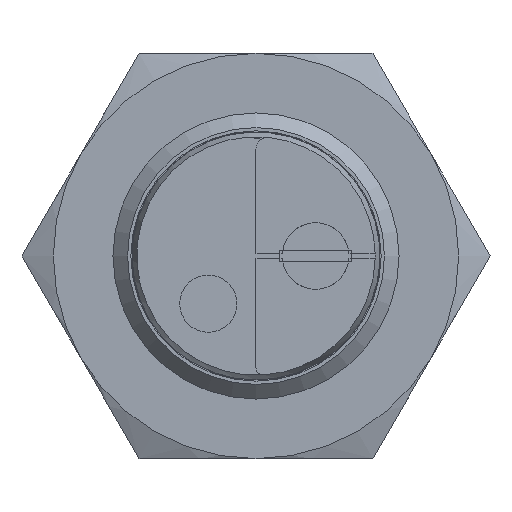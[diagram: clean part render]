
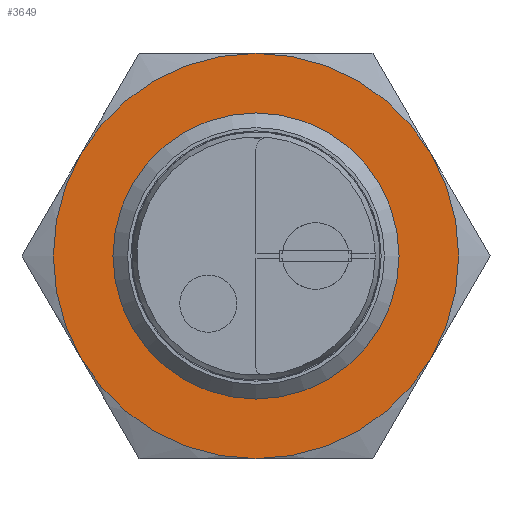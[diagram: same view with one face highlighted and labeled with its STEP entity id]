
A CAD part, left-side view. The second image highlights one B-rep face of the part: STEP entity #3649.
In plain terms, the highlighted face is planar.
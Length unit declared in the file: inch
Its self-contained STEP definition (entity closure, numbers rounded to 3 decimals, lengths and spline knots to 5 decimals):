
#95 = CARTESIAN_POINT ( 'NONE',  ( 0., 1.32283, 0. ) ) ;
#98 = ORIENTED_EDGE ( 'NONE', *, *, #2053, .F. ) ;
#106 = ORIENTED_EDGE ( 'NONE', *, *, #2292, .F. ) ;
#128 = CARTESIAN_POINT ( 'NONE',  ( 0.28981, 1.32283, -0.16732 ) ) ;
#184 = DIRECTION ( 'NONE',  ( 0., 0., 1. ) ) ;
#228 = VERTEX_POINT ( 'NONE', #2051 ) ;
#264 = EDGE_CURVE ( 'NONE', #3458, #3560, #1018, .T. ) ;
#344 = FACE_BOUND ( 'NONE', #1374, .T. ) ;
#376 = FACE_OUTER_BOUND ( 'NONE', #2256, .T. ) ;
#385 = AXIS2_PLACEMENT_3D ( 'NONE', #1049, #3419, #1943 ) ;
#421 = DIRECTION ( 'NONE',  ( 0., 1., 0. ) ) ;
#576 = AXIS2_PLACEMENT_3D ( 'NONE', #3087, #421, #2781 ) ;
#977 = CARTESIAN_POINT ( 'NONE',  ( 0., 1.32283, 0.33465 ) ) ;
#1007 = DIRECTION ( 'NONE',  ( 0., 1., 0. ) ) ;
#1010 = ORIENTED_EDGE ( 'NONE', *, *, #264, .F. ) ;
#1018 = CIRCLE ( 'NONE', #2077, 0.33465 ) ;
#1049 = CARTESIAN_POINT ( 'NONE',  ( 0., 1.32283, 0. ) ) ;
#1069 = AXIS2_PLACEMENT_3D ( 'NONE', #3328, #2741, #1233 ) ;
#1129 = CIRCLE ( 'NONE', #2115, 0.33465 ) ;
#1233 = DIRECTION ( 'NONE',  ( 0., 0., 1. ) ) ;
#1374 = EDGE_LOOP ( 'NONE', ( #2463 ) ) ;
#1402 = EDGE_CURVE ( 'NONE', #228, #1711, #1129, .T. ) ;
#1422 = VERTEX_POINT ( 'NONE', #1462 ) ;
#1424 = DIRECTION ( 'NONE',  ( 0., 1., 0. ) ) ;
#1462 = CARTESIAN_POINT ( 'NONE',  ( 0., 1.32283, -0.23622 ) ) ;
#1488 = ORIENTED_EDGE ( 'NONE', *, *, #2826, .F. ) ;
#1561 = DIRECTION ( 'NONE',  ( 0., 0., 1. ) ) ;
#1648 = CARTESIAN_POINT ( 'NONE',  ( 0., 1.32283, 0. ) ) ;
#1711 = VERTEX_POINT ( 'NONE', #128 ) ;
#1799 = CARTESIAN_POINT ( 'NONE',  ( -0.28981, 1.32283, -0.16732 ) ) ;
#1943 = DIRECTION ( 'NONE',  ( 0., 0., 1. ) ) ;
#2051 = CARTESIAN_POINT ( 'NONE',  ( 0.28981, 1.32283, 0.16732 ) ) ;
#2053 = EDGE_CURVE ( 'NONE', #3560, #2549, #3067, .T. ) ;
#2077 = AXIS2_PLACEMENT_3D ( 'NONE', #1648, #2602, #184 ) ;
#2115 = AXIS2_PLACEMENT_3D ( 'NONE', #3714, #3438, #2853 ) ;
#2133 = ORIENTED_EDGE ( 'NONE', *, *, #3765, .F. ) ;
#2142 = PLANE ( 'NONE',  #1069 ) ;
#2146 = CIRCLE ( 'NONE', #3325, 0.23622 ) ;
#2150 = EDGE_CURVE ( 'NONE', #1422, #1422, #2146, .T. ) ;
#2190 = ORIENTED_EDGE ( 'NONE', *, *, #1402, .F. ) ;
#2256 = EDGE_LOOP ( 'NONE', ( #2190, #106, #98, #1010, #2133, #1488 ) ) ;
#2277 = AXIS2_PLACEMENT_3D ( 'NONE', #95, #1007, #1561 ) ;
#2292 = EDGE_CURVE ( 'NONE', #2549, #228, #2587, .T. ) ;
#2303 = DIRECTION ( 'NONE',  ( 0., 0., 1. ) ) ;
#2363 = DIRECTION ( 'NONE',  ( 0., 0., -1. ) ) ;
#2382 = CARTESIAN_POINT ( 'NONE',  ( -0.28981, 1.32283, 0.16732 ) ) ;
#2463 = ORIENTED_EDGE ( 'NONE', *, *, #2150, .F. ) ;
#2549 = VERTEX_POINT ( 'NONE', #977 ) ;
#2587 = CIRCLE ( 'NONE', #2277, 0.33465 ) ;
#2602 = DIRECTION ( 'NONE',  ( 0., 1., 0. ) ) ;
#2741 = DIRECTION ( 'NONE',  ( 0., 1., 0. ) ) ;
#2781 = DIRECTION ( 'NONE',  ( 0., 0., 1. ) ) ;
#2826 = EDGE_CURVE ( 'NONE', #1711, #3809, #3349, .T. ) ;
#2853 = DIRECTION ( 'NONE',  ( 0., 0., 1. ) ) ;
#2874 = AXIS2_PLACEMENT_3D ( 'NONE', #3532, #1424, #2303 ) ;
#2877 = CARTESIAN_POINT ( 'NONE',  ( 0., 1.32283, -0.33465 ) ) ;
#3067 = CIRCLE ( 'NONE', #2874, 0.33465 ) ;
#3087 = CARTESIAN_POINT ( 'NONE',  ( 0., 1.32283, 0. ) ) ;
#3325 = AXIS2_PLACEMENT_3D ( 'NONE', #3740, #3760, #2363 ) ;
#3328 = CARTESIAN_POINT ( 'NONE',  ( 0.33465, 1.32283, 0. ) ) ;
#3349 = CIRCLE ( 'NONE', #576, 0.33465 ) ;
#3419 = DIRECTION ( 'NONE',  ( 0., 1., 0. ) ) ;
#3438 = DIRECTION ( 'NONE',  ( 0., 1., 0. ) ) ;
#3458 = VERTEX_POINT ( 'NONE', #1799 ) ;
#3532 = CARTESIAN_POINT ( 'NONE',  ( 0., 1.32283, 0. ) ) ;
#3560 = VERTEX_POINT ( 'NONE', #2382 ) ;
#3649 = ADVANCED_FACE ( 'NONE', ( #376, #344 ), #2142, .F. ) ;
#3714 = CARTESIAN_POINT ( 'NONE',  ( 0., 1.32283, 0. ) ) ;
#3719 = CIRCLE ( 'NONE', #385, 0.33465 ) ;
#3740 = CARTESIAN_POINT ( 'NONE',  ( 0., 1.32283, 0. ) ) ;
#3760 = DIRECTION ( 'NONE',  ( 0., -1., 0. ) ) ;
#3765 = EDGE_CURVE ( 'NONE', #3809, #3458, #3719, .T. ) ;
#3809 = VERTEX_POINT ( 'NONE', #2877 ) ;
